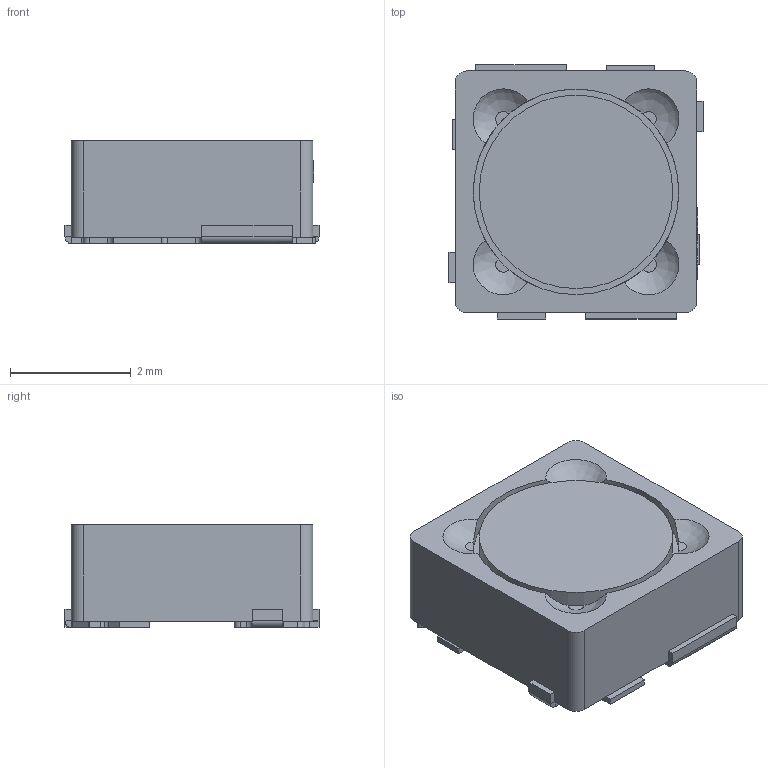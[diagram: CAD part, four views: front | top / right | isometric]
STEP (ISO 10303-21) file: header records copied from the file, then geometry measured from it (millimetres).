
FILE_DESCRIPTION (( 'STEP AP214' ), '1' );
FILE_NAME ('IND-SMD_L4.2-W4.2-H1.7_PIS3D18P.step', '2022-07-09T00:16:49', ( '' ), ( '' ), 'SwSTEP 2.0', 'SolidWorks 2020', '' );
FILE_SCHEMA (( 'AUTOMOTIVE_DESIGN' ));
Length unit declared in the file: millimetre
Products named in the file (1): IND-SMD_L4.2-W4.2-H1.7_PIS3D18P
Bounding box: 4.2 x 4.2 x 1.7 mm (x, y, z)
Volume: 25.8 mm3; surface area: 89 mm2
Topology: 3 solids, 3 shells, 423 faces, 1133 edges, 746 vertices
Faces by surface type: plane 261, bspline 116, cylinder 46
Entity records: 19450 total; most frequent: CARTESIAN_POINT 4915, ORIENTED_EDGE 2266, DIRECTION 1599, EDGE_CURVE 1133, LINE 787, VECTOR 787, VERTEX_POINT 746, EDGE_LOOP 453
